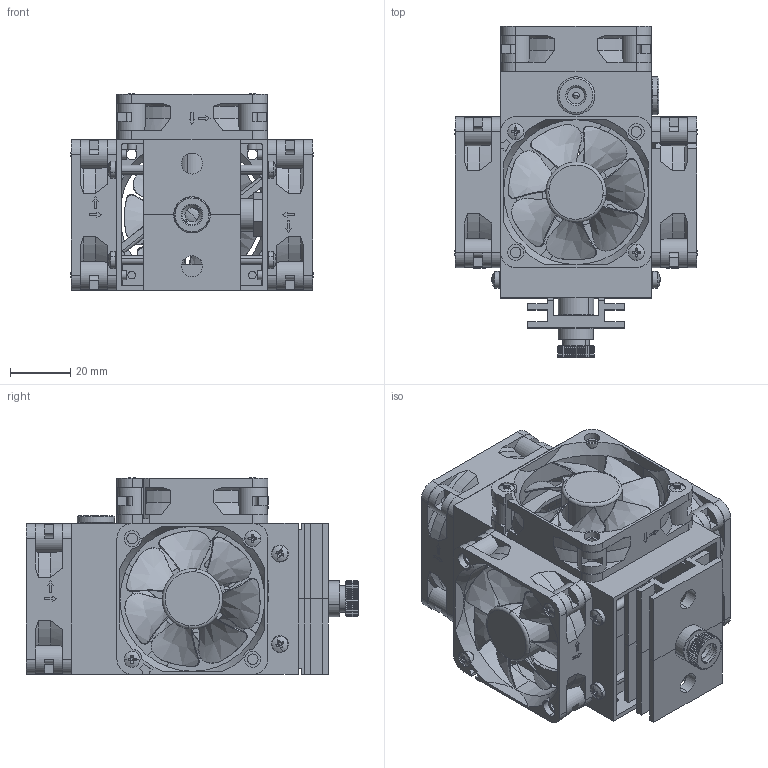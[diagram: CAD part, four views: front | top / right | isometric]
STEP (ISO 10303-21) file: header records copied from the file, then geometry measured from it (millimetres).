
FILE_DESCRIPTION (( 'STEP AP203' ), '1' );
FILE_NAME ('栖闉罻 斁劌錪 10鎗.STEP', '2018-10-05T15:31:59', ( 'DNK' ), ( '' ), 'SwSTEP 2.0', 'SolidWorks 2016', '' );
FILE_SCHEMA (( 'CONFIG_CONTROL_DESIGN' ));
Length unit declared in the file: millimetre
Products named in the file (16): Focus Ring; countersunk flat head cross recess screw_din_DIN EN ISO 7046-1 - M2.5 x 10 - Z - 10N; Acrylic Lens; 5.5mm x 2.1mm DC Power Jack; TO-18 Laser Diode (M140); 栖闉罻 斁劌錪 10鎗; Module Assembly; rangka; Case; baling2; Radiator V5220L; blower 50mm; Cap; Fan mount; Interface; pan head cross recess screw_din_DIN EN ISO 7045 - M3 x 16 - Z - 16N
Assembly tree (32 placements, depth 3):
  栖闉罻 斁劌錪 10鎗
    Case
    Radiator V5220L  x2
    Module Assembly
      Cap
      Interface
      Focus Ring
      Acrylic Lens
      TO-18 Laser Diode (M140)
    blower 50mm  x4
      rangka
      baling2
    Fan mount
    pan head cross recess screw_din_DIN EN ISO 7045 - M3 x 16 - Z - 16N  x12
    countersunk flat head cross recess screw_din_DIN EN ISO 7046-1 - M2.5 x 10 - Z - 10N  x2
    5.5mm x 2.1mm DC Power Jack  x2
Bounding box: 80.31 x 110.03 x 65.15 mm (x, y, z)
Volume: 78038 mm3; surface area: 98115.3 mm2
Topology: 61 solids, 61 shells, 2117 faces, 5449 edges, 3451 vertices
Faces by surface type: plane 915, cylinder 546, cone 292, bspline 236, torus 100, sphere 28
Entity records: 39900 total; most frequent: CARTESIAN_POINT 18426, ORIENTED_EDGE 4244, DIRECTION 3789, EDGE_CURVE 2122, AXIS2_PLACEMENT_3D 1449, VERTEX_POINT 1377, EDGE_LOOP 915, LINE 891
